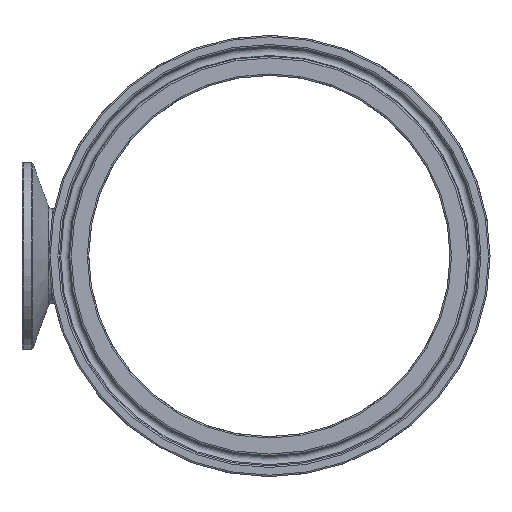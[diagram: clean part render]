
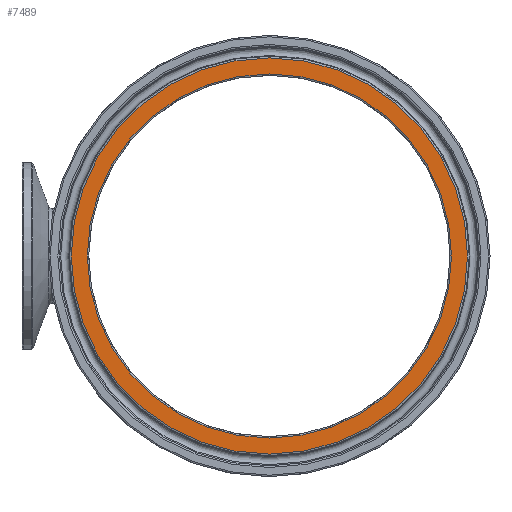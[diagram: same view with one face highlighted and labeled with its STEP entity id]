
A CAD part, left-side view. The second image highlights one B-rep face of the part: STEP entity #7489.
In plain terms, the highlighted planar face has unit normal (-1, 0, 0).
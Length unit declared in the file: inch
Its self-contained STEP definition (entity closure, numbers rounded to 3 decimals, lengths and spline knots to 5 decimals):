
#175=FACE_BOUND('',#1445,.T.);
#549=PLANE('',#7965);
#946=FACE_OUTER_BOUND('',#1444,.T.);
#1444=EDGE_LOOP('',(#6883));
#1445=EDGE_LOOP('',(#6884));
#2984=CIRCLE('',#7964,1.932);
#2985=CIRCLE('',#7966,2.10216);
#3715=VERTEX_POINT('',#16095);
#3716=VERTEX_POINT('',#16098);
#4781=EDGE_CURVE('',#3715,#3715,#2984,.T.);
#4782=EDGE_CURVE('',#3716,#3716,#2985,.T.);
#6883=ORIENTED_EDGE('',*,*,#4782,.F.);
#6884=ORIENTED_EDGE('',*,*,#4781,.F.);
#7489=ADVANCED_FACE('',(#946,#175),#549,.T.);
#7964=AXIS2_PLACEMENT_3D('',#16096,#9401,#9402);
#7965=AXIS2_PLACEMENT_3D('',#16097,#9403,#9404);
#7966=AXIS2_PLACEMENT_3D('',#16099,#9405,#9406);
#9401=DIRECTION('center_axis',(-1.,0.,0.));
#9402=DIRECTION('ref_axis',(0.,-1.,0.));
#9403=DIRECTION('center_axis',(-1.,0.,0.));
#9404=DIRECTION('ref_axis',(0.,0.,1.));
#9405=DIRECTION('center_axis',(1.,0.,0.));
#9406=DIRECTION('ref_axis',(0.,-1.,0.));
#16095=CARTESIAN_POINT('',(-4.75,1.932,0.));
#16096=CARTESIAN_POINT('Origin',(-4.75,0.,0.));
#16097=CARTESIAN_POINT('Origin',(-4.75,2.11616,0.));
#16098=CARTESIAN_POINT('',(-4.75,2.10216,0.));
#16099=CARTESIAN_POINT('Origin',(-4.75,0.,0.));
